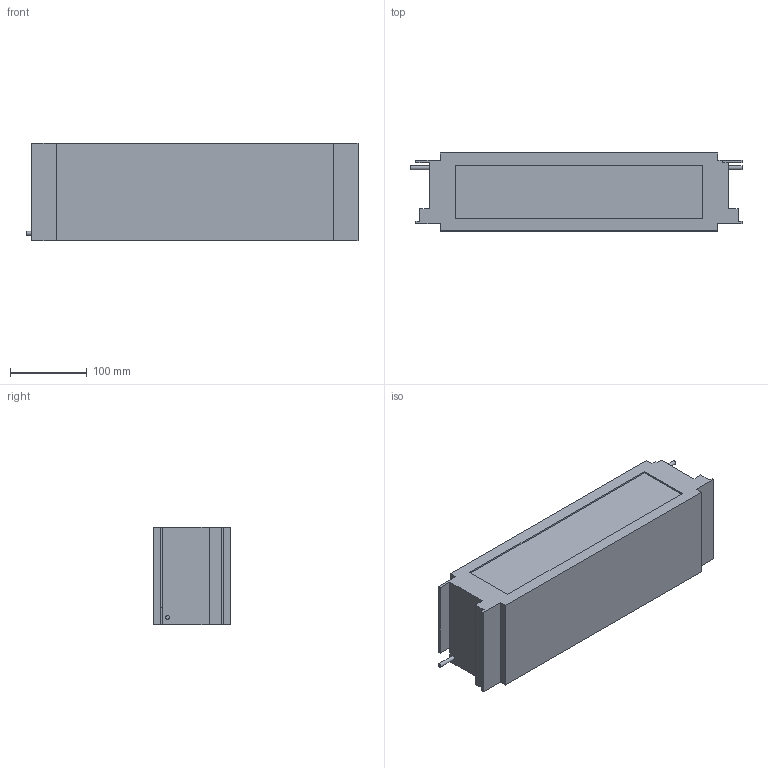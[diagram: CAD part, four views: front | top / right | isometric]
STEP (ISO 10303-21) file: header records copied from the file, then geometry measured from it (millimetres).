
FILE_DESCRIPTION(/* description */ (''),/* implementation_level */ '2;1');
FILE_NAME(/* name */ 'LG Chem Super Cell v2.step',/* time_stamp */ '2021-05-27T10:21:33-07:00',/* author */ (''),/* organization */ (''),/* preprocessor_version */ 'ST-DEVELOPER v18.1',/* originating_system */ 'Autodesk Translation Framework v9.10.0.1330',/* authorisation */ '');
FILE_SCHEMA (('AUTOMOTIVE_DESIGN { 1 0 10303 214 3 1 1 }'));
Length unit declared in the file: inch
Products named in the file (1): LG Chem Super Cell
Bounding box: 433.07 x 101.6 x 127 mm (x, y, z)
Volume: 4948478.9 mm3; surface area: 224609.4 mm2
Topology: 1 solids, 1 shells, 46 faces, 118 edges, 78 vertices
Faces by surface type: plane 44, cylinder 2
Full cylindrical faces by diameter (mm): 5 x2
Entity records: 1405 total; most frequent: CARTESIAN_POINT 243, ORIENTED_EDGE 236, DIRECTION 216, EDGE_CURVE 118, LINE 114, VECTOR 114, VERTEX_POINT 78, AXIS2_PLACEMENT_3D 51
